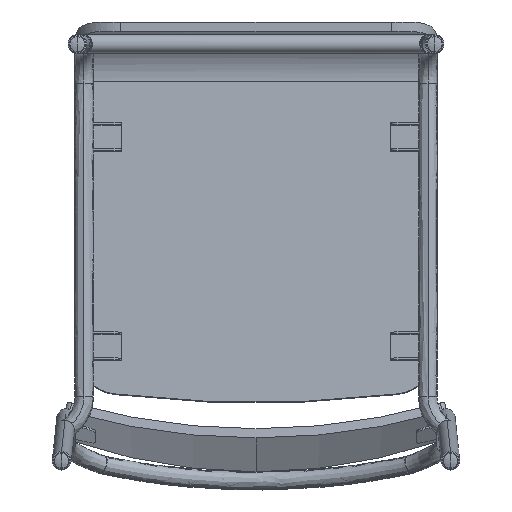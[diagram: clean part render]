
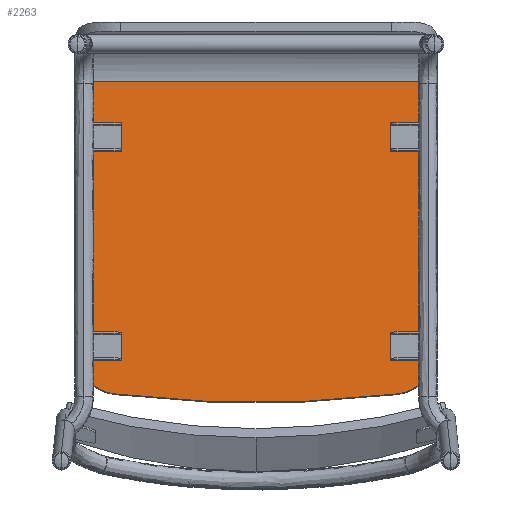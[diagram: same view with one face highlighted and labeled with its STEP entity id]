
A CAD part, front view. The second image highlights one B-rep face of the part: STEP entity #2263.
In plain terms, the highlighted planar face has unit normal (0, -0.997, 0.074).
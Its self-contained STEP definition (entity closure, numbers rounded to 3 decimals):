
#147 = CARTESIAN_POINT ( 'NONE',  ( -195., 399.601, -160.633 ) ) ;
#248 = CARTESIAN_POINT ( 'NONE',  ( 0., 494.365, 1110.841 ) ) ;
#314 = ORIENTED_EDGE ( 'NONE', *, *, #12335, .T. ) ;
#431 = VERTEX_POINT ( 'NONE', #4268 ) ;
#613 = EDGE_CURVE ( 'NONE', #7045, #431, #9867, .T. ) ;
#642 = CARTESIAN_POINT ( 'NONE',  ( 195., 425.243, 183.413 ) ) ;
#988 = ORIENTED_EDGE ( 'NONE', *, *, #6423, .F. ) ;
#1695 = DIRECTION ( 'NONE',  ( 0., 0.997, -0.074 ) ) ;
#2050 = CIRCLE ( 'NONE', #10222, 50. ) ;
#2099 = DIRECTION ( 'NONE',  ( 0., 0.074, 0.997 ) ) ;
#2263 = ADVANCED_FACE ( 'NONE', ( #6977 ), #7824, .F. ) ;
#2861 = LINE ( 'NONE', #642, #11617 ) ;
#3116 = AXIS2_PLACEMENT_3D ( 'NONE', #5462, #12550, #6443 ) ;
#3202 = CARTESIAN_POINT ( 'NONE',  ( 195., 399.601, -160.633 ) ) ;
#3600 = CARTESIAN_POINT ( 'NONE',  ( 195., 399.601, -160.633 ) ) ;
#3900 = DIRECTION ( 'NONE',  ( -1., 0., 0. ) ) ;
#4144 = ORIENTED_EDGE ( 'NONE', *, *, #9927, .T. ) ;
#4268 = CARTESIAN_POINT ( 'NONE',  ( 195., 425.243, 183.413 ) ) ;
#4269 = DIRECTION ( 'NONE',  ( 0., -0.074, -0.997 ) ) ;
#4296 = ORIENTED_EDGE ( 'NONE', *, *, #5512, .F. ) ;
#4543 = CARTESIAN_POINT ( 'NONE',  ( 195., 403.957, -102.183 ) ) ;
#4585 = CARTESIAN_POINT ( 'NONE',  ( -195., 403.957, -102.183 ) ) ;
#5237 = DIRECTION ( 'NONE',  ( 0., -0.997, 0.074 ) ) ;
#5462 = CARTESIAN_POINT ( 'NONE',  ( 145., 403.957, -102.183 ) ) ;
#5512 = EDGE_CURVE ( 'NONE', #7045, #6268, #11541, .T. ) ;
#5821 = DIRECTION ( 'NONE',  ( 0., -0.074, -0.997 ) ) ;
#6016 = VERTEX_POINT ( 'NONE', #7582 ) ;
#6181 = AXIS2_PLACEMENT_3D ( 'NONE', #248, #5237, #12369 ) ;
#6238 = VERTEX_POINT ( 'NONE', #8737 ) ;
#6259 = CARTESIAN_POINT ( 'NONE',  ( -145., 403.957, -102.183 ) ) ;
#6268 = VERTEX_POINT ( 'NONE', #7664 ) ;
#6282 = VECTOR ( 'NONE', #2099, 1000. ) ;
#6423 = EDGE_CURVE ( 'NONE', #8912, #6238, #6765, .T. ) ;
#6443 = DIRECTION ( 'NONE',  ( 0., -0.074, -0.997 ) ) ;
#6765 = LINE ( 'NONE', #147, #6282 ) ;
#6799 = CIRCLE ( 'NONE', #6181, 1275. ) ;
#6837 = VECTOR ( 'NONE', #7344, 1000. ) ;
#6960 = EDGE_LOOP ( 'NONE', ( #9377, #4144, #988, #10323, #314, #4296 ) ) ;
#6977 = FACE_OUTER_BOUND ( 'NONE', #6960, .T. ) ;
#7045 = VERTEX_POINT ( 'NONE', #4543 ) ;
#7227 = DIRECTION ( 'NONE',  ( 0., 0.997, -0.074 ) ) ;
#7344 = DIRECTION ( 'NONE',  ( 0., 0.074, 0.997 ) ) ;
#7582 = CARTESIAN_POINT ( 'NONE',  ( -150.918, 400.267, -151.694 ) ) ;
#7664 = CARTESIAN_POINT ( 'NONE',  ( 150.918, 400.267, -151.694 ) ) ;
#7824 = PLANE ( 'NONE',  #8767 ) ;
#8589 = EDGE_CURVE ( 'NONE', #6016, #8912, #2050, .T. ) ;
#8737 = CARTESIAN_POINT ( 'NONE',  ( -195., 425.243, 183.413 ) ) ;
#8767 = AXIS2_PLACEMENT_3D ( 'NONE', #3600, #1695, #5821 ) ;
#8912 = VERTEX_POINT ( 'NONE', #4585 ) ;
#9377 = ORIENTED_EDGE ( 'NONE', *, *, #613, .T. ) ;
#9867 = LINE ( 'NONE', #3202, #6837 ) ;
#9927 = EDGE_CURVE ( 'NONE', #431, #6238, #2861, .T. ) ;
#10222 = AXIS2_PLACEMENT_3D ( 'NONE', #6259, #7227, #4269 ) ;
#10323 = ORIENTED_EDGE ( 'NONE', *, *, #8589, .F. ) ;
#11541 = CIRCLE ( 'NONE', #3116, 50. ) ;
#11617 = VECTOR ( 'NONE', #3900, 1000. ) ;
#12335 = EDGE_CURVE ( 'NONE', #6016, #6268, #6799, .T. ) ;
#12369 = DIRECTION ( 'NONE',  ( 0., -0.074, -0.997 ) ) ;
#12550 = DIRECTION ( 'NONE',  ( 0., 0.997, -0.074 ) ) ;
